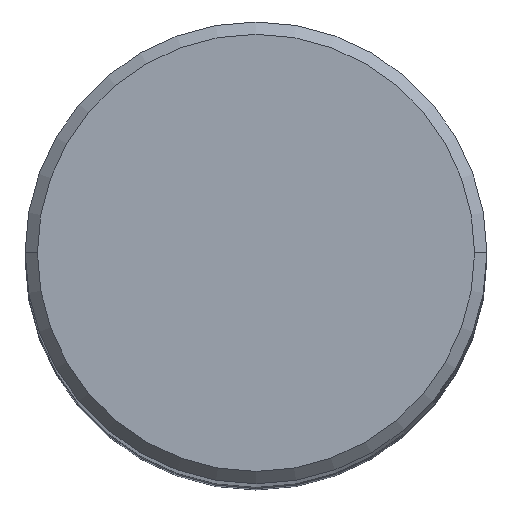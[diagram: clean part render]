
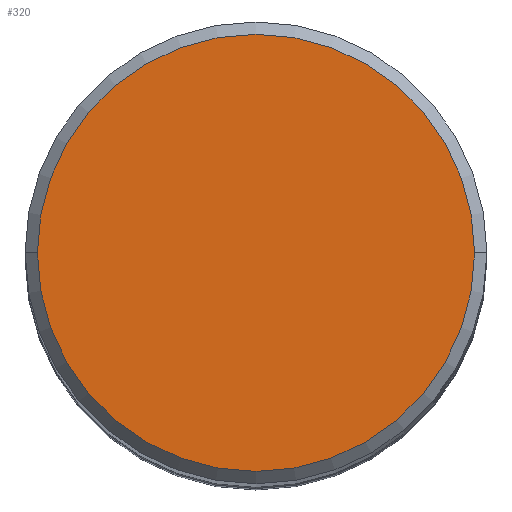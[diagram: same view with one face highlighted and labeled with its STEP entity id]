
A CAD part, top view. The second image highlights one B-rep face of the part: STEP entity #320.
In plain terms, the highlighted planar face has unit normal (0, 0, 1).
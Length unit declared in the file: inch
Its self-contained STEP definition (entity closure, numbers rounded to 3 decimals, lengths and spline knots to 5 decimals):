
#1 = VERTEX_POINT ( 'NONE', #104 ) ;
#43 = DIRECTION ( 'NONE',  ( 0., 0., -1. ) ) ;
#49 = DIRECTION ( 'NONE',  ( 0., 0., 1. ) ) ;
#60 = CIRCLE ( 'NONE', #241, 0.355 ) ;
#93 = CARTESIAN_POINT ( 'NONE',  ( 0., 0.355, 0. ) ) ;
#104 = CARTESIAN_POINT ( 'NONE',  ( 0.355, 0., 0. ) ) ;
#212 = DIRECTION ( 'NONE',  ( 1., 0., 0. ) ) ;
#219 = CIRCLE ( 'NONE', #279, 0.355 ) ;
#220 = DIRECTION ( 'NONE',  ( -1., 0., 0. ) ) ;
#222 = ORIENTED_EDGE ( 'NONE', *, *, #487, .T. ) ;
#229 = VERTEX_POINT ( 'NONE', #474 ) ;
#241 = AXIS2_PLACEMENT_3D ( 'NONE', #462, #49, #212 ) ;
#243 = DIRECTION ( 'NONE',  ( 1., 0., 0. ) ) ;
#279 = AXIS2_PLACEMENT_3D ( 'NONE', #449, #408, #243 ) ;
#316 = ORIENTED_EDGE ( 'NONE', *, *, #472, .T. ) ;
#320 = ADVANCED_FACE ( 'NONE', ( #477 ), #436, .F. ) ;
#406 = AXIS2_PLACEMENT_3D ( 'NONE', #93, #43, #220 ) ;
#408 = DIRECTION ( 'NONE',  ( 0., 0., 1. ) ) ;
#436 = PLANE ( 'NONE',  #406 ) ;
#449 = CARTESIAN_POINT ( 'NONE',  ( 0., 0., 0. ) ) ;
#462 = CARTESIAN_POINT ( 'NONE',  ( 0., 0., 0. ) ) ;
#472 = EDGE_CURVE ( 'NONE', #1, #229, #219, .T. ) ;
#474 = CARTESIAN_POINT ( 'NONE',  ( -0.355, 0., 0. ) ) ;
#477 = FACE_OUTER_BOUND ( 'NONE', #510, .T. ) ;
#487 = EDGE_CURVE ( 'NONE', #229, #1, #60, .T. ) ;
#510 = EDGE_LOOP ( 'NONE', ( #222, #316 ) ) ;
